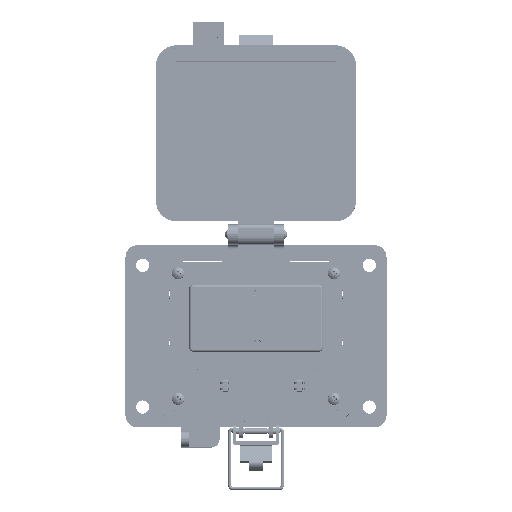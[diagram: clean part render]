
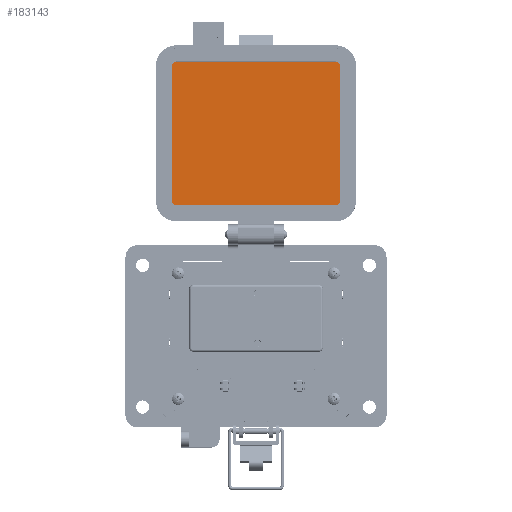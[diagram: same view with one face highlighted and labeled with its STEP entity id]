
A CAD part, top view. The second image highlights one B-rep face of the part: STEP entity #183143.
In plain terms, the highlighted planar face has unit normal (0, 0, 1).
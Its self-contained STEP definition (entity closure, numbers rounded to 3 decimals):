
#2879 = ORIENTED_EDGE ( 'NONE', *, *, #56382, .F. ) ;
#4187 = DIRECTION ( 'NONE',  ( 1., 0., 0. ) ) ;
#5915 = CARTESIAN_POINT ( 'NONE',  ( -42.469, 57.705, 19.202 ) ) ;
#27218 = CARTESIAN_POINT ( 'NONE',  ( -42.469, 60.004, 19.202 ) ) ;
#28290 = PLANE ( 'NONE',  #78554 ) ;
#30894 = VECTOR ( 'NONE', #46303, 1000. ) ;
#31214 = VERTEX_POINT ( 'NONE', #176272 ) ;
#37527 = CARTESIAN_POINT ( 'NONE',  ( -44.769, 93.196, 19.202 ) ) ;
#38062 = CIRCLE ( 'NONE', #208368, 2.299 ) ;
#39311 = DIRECTION ( 'NONE',  ( 0., 0., -1. ) ) ;
#41696 = EDGE_CURVE ( 'NONE', #54346, #220271, #173841, .T. ) ;
#46303 = DIRECTION ( 'NONE',  ( -1., 0., 0. ) ) ;
#47060 = ORIENTED_EDGE ( 'NONE', *, *, #163110, .F. ) ;
#48551 = CARTESIAN_POINT ( 'NONE',  ( -3.279, 57.705, 19.202 ) ) ;
#49690 = CARTESIAN_POINT ( 'NONE',  ( 35.912, 60.004, 19.202 ) ) ;
#54346 = VERTEX_POINT ( 'NONE', #194082 ) ;
#54551 = CARTESIAN_POINT ( 'NONE',  ( 38.212, 93.196, 19.202 ) ) ;
#56382 = EDGE_CURVE ( 'NONE', #194900, #104757, #215763, .T. ) ;
#57450 = CARTESIAN_POINT ( 'NONE',  ( 35.912, 126.389, 19.202 ) ) ;
#60292 = CARTESIAN_POINT ( 'NONE',  ( -3.279, 128.688, 19.202 ) ) ;
#63345 = LINE ( 'NONE', #48551, #30894 ) ;
#67040 = EDGE_CURVE ( 'NONE', #94200, #108070, #153783, .T. ) ;
#70086 = ORIENTED_EDGE ( 'NONE', *, *, #203296, .F. ) ;
#72716 = CARTESIAN_POINT ( 'NONE',  ( -42.469, 126.389, 19.202 ) ) ;
#78554 = AXIS2_PLACEMENT_3D ( 'NONE', #150849, #220021, #222266 ) ;
#90469 = DIRECTION ( 'NONE',  ( 0., 0., -1. ) ) ;
#92507 = ORIENTED_EDGE ( 'NONE', *, *, #150296, .F. ) ;
#94200 = VERTEX_POINT ( 'NONE', #5915 ) ;
#98379 = VECTOR ( 'NONE', #199887, 1000. ) ;
#104757 = VERTEX_POINT ( 'NONE', #117846 ) ;
#106786 = DIRECTION ( 'NONE',  ( 0., 1., 0. ) ) ;
#108070 = VERTEX_POINT ( 'NONE', #217139 ) ;
#110847 = ORIENTED_EDGE ( 'NONE', *, *, #208777, .F. ) ;
#117268 = ORIENTED_EDGE ( 'NONE', *, *, #67040, .F. ) ;
#117846 = CARTESIAN_POINT ( 'NONE',  ( 35.912, 128.688, 19.202 ) ) ;
#117913 = ORIENTED_EDGE ( 'NONE', *, *, #130637, .F. ) ;
#123810 = LINE ( 'NONE', #37527, #216213 ) ;
#125280 = AXIS2_PLACEMENT_3D ( 'NONE', #27218, #166798, #217817 ) ;
#129924 = ORIENTED_EDGE ( 'NONE', *, *, #41696, .F. ) ;
#130637 = EDGE_CURVE ( 'NONE', #157502, #94200, #63345, .T. ) ;
#134451 = EDGE_LOOP ( 'NONE', ( #47060, #129924, #92507, #2879, #70086, #110847, #117268, #117913 ) ) ;
#143090 = DIRECTION ( 'NONE',  ( 0., -1., 0. ) ) ;
#144211 = DIRECTION ( 'NONE',  ( 0., 0., -1. ) ) ;
#150296 = EDGE_CURVE ( 'NONE', #104757, #54346, #161595, .T. ) ;
#150849 = CARTESIAN_POINT ( 'NONE',  ( 39.871, 130.108, 19.202 ) ) ;
#151268 = CARTESIAN_POINT ( 'NONE',  ( -42.469, 128.688, 19.202 ) ) ;
#153783 = CIRCLE ( 'NONE', #125280, 2.299 ) ;
#153870 = CIRCLE ( 'NONE', #164720, 2.299 ) ;
#156795 = DIRECTION ( 'NONE',  ( 0., -1., 0. ) ) ;
#157502 = VERTEX_POINT ( 'NONE', #179133 ) ;
#161595 = CIRCLE ( 'NONE', #219354, 2.299 ) ;
#163110 = EDGE_CURVE ( 'NONE', #220271, #157502, #153870, .T. ) ;
#164720 = AXIS2_PLACEMENT_3D ( 'NONE', #49690, #90469, #192645 ) ;
#166798 = DIRECTION ( 'NONE',  ( 0., 0., -1. ) ) ;
#173841 = LINE ( 'NONE', #54551, #204085 ) ;
#176272 = CARTESIAN_POINT ( 'NONE',  ( -44.769, 126.389, 19.202 ) ) ;
#179133 = CARTESIAN_POINT ( 'NONE',  ( 35.912, 57.705, 19.202 ) ) ;
#183143 = ADVANCED_FACE ( 'NONE', ( #204162 ), #28290, .T. ) ;
#192645 = DIRECTION ( 'NONE',  ( 0., -1., 0. ) ) ;
#194082 = CARTESIAN_POINT ( 'NONE',  ( 38.212, 126.389, 19.202 ) ) ;
#194900 = VERTEX_POINT ( 'NONE', #151268 ) ;
#199621 = CARTESIAN_POINT ( 'NONE',  ( 38.212, 60.004, 19.202 ) ) ;
#199887 = DIRECTION ( 'NONE',  ( 1., 0., 0. ) ) ;
#203296 = EDGE_CURVE ( 'NONE', #31214, #194900, #38062, .T. ) ;
#204085 = VECTOR ( 'NONE', #156795, 1000. ) ;
#204162 = FACE_OUTER_BOUND ( 'NONE', #134451, .T. ) ;
#208368 = AXIS2_PLACEMENT_3D ( 'NONE', #72716, #144211, #143090 ) ;
#208777 = EDGE_CURVE ( 'NONE', #108070, #31214, #123810, .T. ) ;
#215763 = LINE ( 'NONE', #60292, #98379 ) ;
#216213 = VECTOR ( 'NONE', #106786, 1000. ) ;
#217139 = CARTESIAN_POINT ( 'NONE',  ( -44.769, 60.004, 19.202 ) ) ;
#217817 = DIRECTION ( 'NONE',  ( 1., 0., 0. ) ) ;
#219354 = AXIS2_PLACEMENT_3D ( 'NONE', #57450, #39311, #4187 ) ;
#220021 = DIRECTION ( 'NONE',  ( 0., 0., 1. ) ) ;
#220271 = VERTEX_POINT ( 'NONE', #199621 ) ;
#222266 = DIRECTION ( 'NONE',  ( -1., 0., 0. ) ) ;
